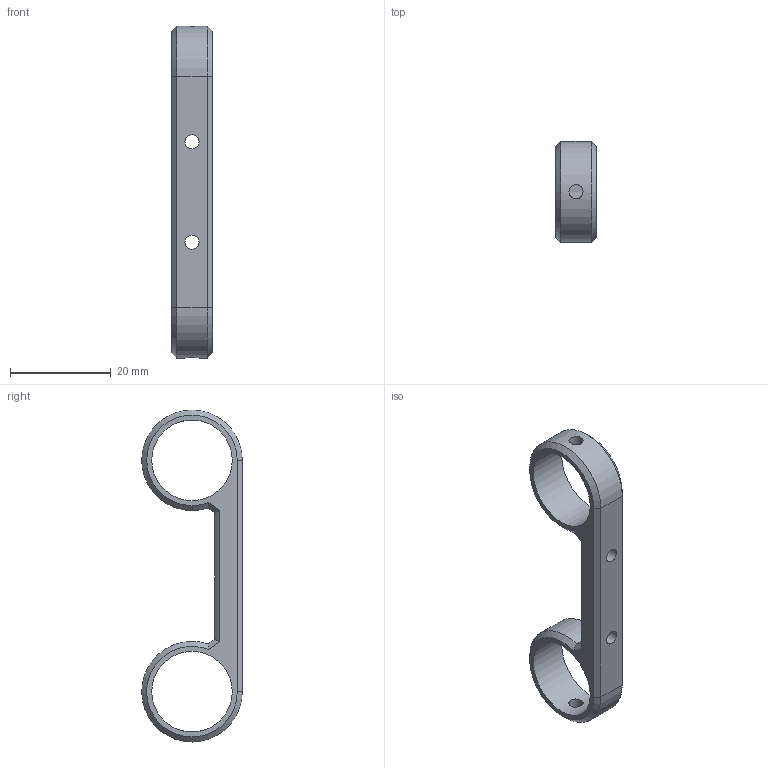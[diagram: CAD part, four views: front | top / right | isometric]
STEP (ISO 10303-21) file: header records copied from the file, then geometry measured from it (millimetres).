
FILE_DESCRIPTION(('FreeCAD Model'),'2;1');
FILE_NAME('Open CASCADE Shape Model','2023-04-22T18:33:59',('Author'),( ''),'Open CASCADE STEP processor 7.5','FreeCAD','Unknown');
FILE_SCHEMA(('AUTOMOTIVE_DESIGN { 1 0 10303 214 1 1 1 1 }'));
Length unit declared in the file: millimetre
Products named in the file (1): lcd.stand.clamp.R
Bounding box: 8 x 20 x 66 mm (x, y, z)
Volume: 3022.5 mm3; surface area: 2902 mm2
Topology: 1 solids, 1 shells, 30 faces, 75 edges, 46 vertices
Faces by surface type: plane 11, cylinder 8, cone 8, bspline 3
Full cylindrical faces by diameter (mm): 2.8 x4, 16 x2
Entity records: 2500 total; most frequent: CARTESIAN_POINT 1055, DIRECTION 235, ORIENTED_EDGE 150, PCURVE 150, DEFINITIONAL_REPRESENTATION 150, LINE 121, VECTOR 121, EDGE_CURVE 75
